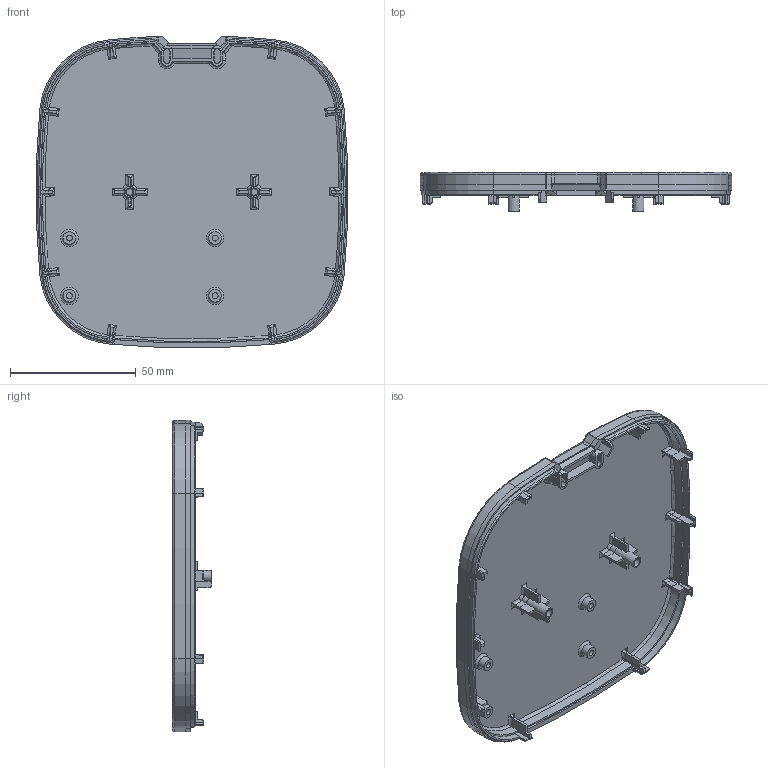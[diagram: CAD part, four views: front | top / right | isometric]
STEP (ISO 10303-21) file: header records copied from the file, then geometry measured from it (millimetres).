
FILE_DESCRIPTION(/* description */ ('STEP AP242','CAx-IF Rec.Pracs.---Representation and Presentation of Product Manufacturing Information (PMI)---4.0---2014-10-13','CAx-IF Rec.Pracs.---3D Tessellated Geometry---0.4---2014-09-14','2;1'),/* implementation_level */ '2;1');
FILE_NAME(/* name */ '67eb5607988d356b8b23a8ed',/* time_stamp */ '2025-04-01T02:57:12Z',/* author */ (''),/* organization */ (''),/* preprocessor_version */ 'ST-DEVELOPER v20',/* originating_system */ 'ONSHAPE BY PTC INC, 1.195',/* authorisation */ ' ');
FILE_SCHEMA (('AP242_MANAGED_MODEL_BASED_3D_ENGINEERING_MIM_LF { 1 0 10303 442 1 1 4 }'));
Length unit declared in the file: metre
Products named in the file (1): Base
Bounding box: 123.98 x 15.54 x 123.95 mm (x, y, z)
Volume: 30239.2 mm3; surface area: 37454.4 mm2
Topology: 1 solids, 1 shells, 650 faces, 1634 edges, 999 vertices
Faces by surface type: plane 260, cylinder 159, cone 124, torus 58, bspline 49
Full cylindrical faces by diameter (mm): 2.38 x4, 2.6 x2, 5 x4
Entity records: 20080 total; most frequent: CARTESIAN_POINT 4705, ORIENTED_EDGE 3222, DIRECTION 3178, EDGE_CURVE 1611, AXIS2_PLACEMENT_3D 1190, VERTEX_POINT 997, LINE 798, VECTOR 798
